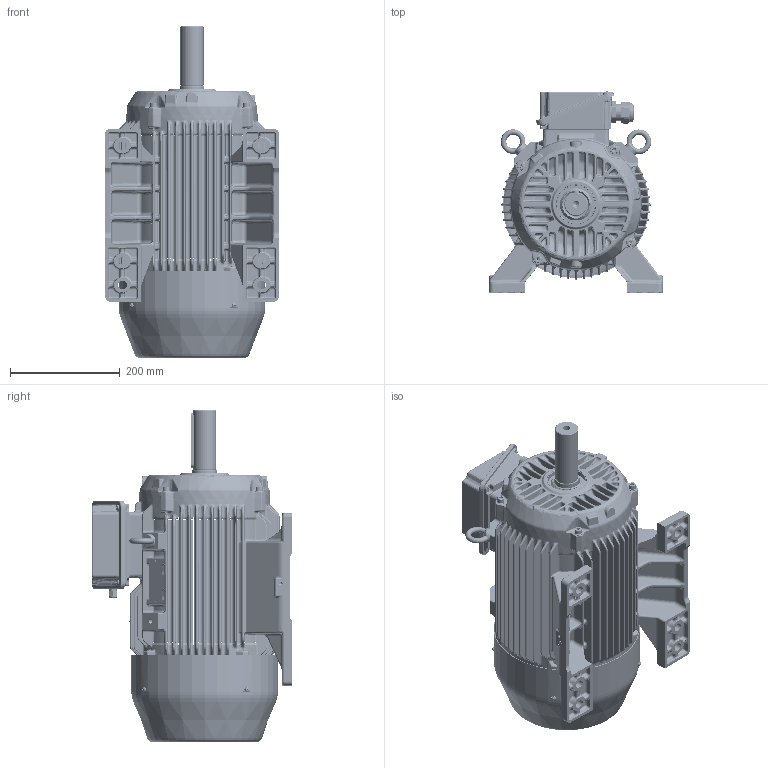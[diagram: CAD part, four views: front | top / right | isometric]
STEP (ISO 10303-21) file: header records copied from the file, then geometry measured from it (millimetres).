
FILE_DESCRIPTION(/* description */ (''),/* implementation_level */ '2;1');
FILE_NAME(/* name */ '6521495xx-DIS GORUNUS QHSG 160 B3 DERIN KTA-KI.stp',/* time_stamp */ '2020-12-04T11:45:30+03:00',/* author */ (''),/* organization */ (''),/* preprocessor_version */ 'ST-DEVELOPER v16',/* originating_system */ 'SIEMENS PLM Software NX 11.0',/* authorisation */ '');
FILE_SCHEMA (('AUTOMOTIVE_DESIGN { 1 0 10303 214 3 1 1 1 }'));
Length unit declared in the file: millimetre
Products named in the file (1): C9017F38B806sw2y
Bounding box: 317.6 x 365.99 x 605 mm (x, y, z)
Surface area: 1313741.2 mm2 (no closed solid volume)
Topology: 0 solids, 90 shells, 6796 faces, 18524 edges, 11331 vertices
Faces by surface type: bspline 2777, cylinder 1835, plane 1235, torus 436, cone 321, sphere 192
Full cylindrical faces by diameter (mm): 2.5 x2, 3.2 x2, 4.2 x2, 5 x4, 6.8 x8, 8 x4, 8.5 x2, 8.65 x7, 10 x4, 10.2 x1, 13 x5, 13.2 x1, 15 x1, 16 x4, 19 x1, 21 x1, 25 x2, 31.25 x1, 33.7 x1, 34.3 x1, 34.5 x1, 36 x1, 37 x1, 41.4 x1, 42 x1, 45 x2, 68.667 x2, 264 x1, 267 x1
Entity records: 292592 total; most frequent: CARTESIAN_POINT 142684, ORIENTED_EDGE 32160, DIRECTION 27576, EDGE_CURVE 18146, AXIS2_PLACEMENT_3D 11289, VERTEX_POINT 11286, EDGE_LOOP 7297, ADVANCED_FACE 6794
